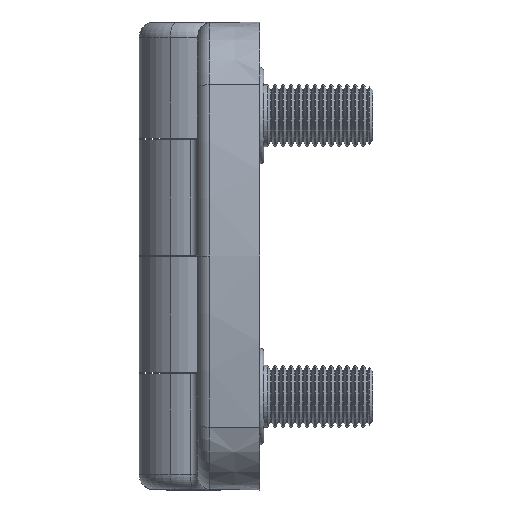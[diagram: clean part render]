
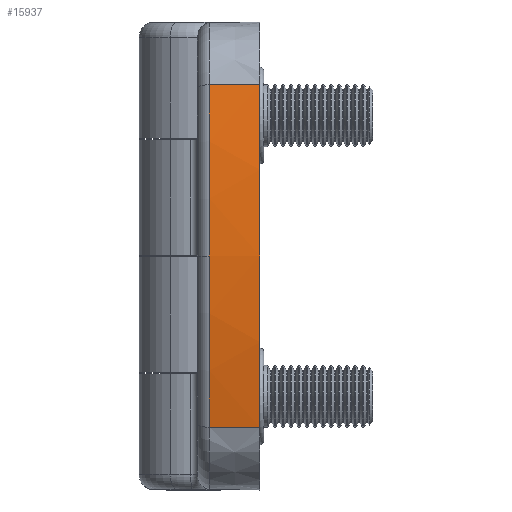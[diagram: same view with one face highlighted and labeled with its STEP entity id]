
A CAD part, left-side view. The second image highlights one B-rep face of the part: STEP entity #15937.
In plain terms, the highlighted conical face has half-angle 0.5 degrees and reference radius 111 mm.
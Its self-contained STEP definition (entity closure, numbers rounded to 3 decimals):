
#2112 = DIRECTION ( 'NONE',  ( 0.009, -1., -0.002 ) ) ;
#2113 = VECTOR ( 'NONE', #2112, 1000. ) ;
#2114 = CARTESIAN_POINT ( 'NONE',  ( 27.802, -8.5, -21.98 ) ) ;
#2115 = LINE ( 'NONE', #2114, #2113 ) ;
#2116 = DIRECTION ( 'NONE',  ( 0., 0., 1. ) ) ;
#2117 = DIRECTION ( 'NONE',  ( 0., -1., 0. ) ) ;
#2118 = AXIS2_PLACEMENT_3D ( 'NONE', #2119, #2117, #2116 ) ;
#2119 = CARTESIAN_POINT ( 'NONE',  ( -81., -8.5, 0. ) ) ;
#2120 = CONICAL_SURFACE ( 'NONE', #2118, 111., 0.009 ) ;
#2121 = FACE_OUTER_BOUND ( 'NONE', #15938, .T. ) ;
#2362 = DIRECTION ( 'NONE',  ( 0.009, -1., 0.002 ) ) ;
#2363 = VECTOR ( 'NONE', #2362, 1000. ) ;
#2364 = CARTESIAN_POINT ( 'NONE',  ( 27.802, -8.5, 21.98 ) ) ;
#2368 = LINE ( 'NONE', #2364, #2363 ) ;
#2414 = CARTESIAN_POINT ( 'NONE',  ( 27.747, -2.028, 21.969 ) ) ;
#2436 = DIRECTION ( 'NONE',  ( 0., 0., -1. ) ) ;
#2437 = DIRECTION ( 'NONE',  ( 0., -1., 0. ) ) ;
#2438 = CARTESIAN_POINT ( 'NONE',  ( -81., -2.028, 0. ) ) ;
#2439 = AXIS2_PLACEMENT_3D ( 'NONE', #2438, #2437, #2436 ) ;
#2440 = CIRCLE ( 'NONE', #2439, 110.944 ) ;
#9852 = CARTESIAN_POINT ( 'NONE',  ( 27.747, -2.028, -21.969 ) ) ;
#9855 = DIRECTION ( 'NONE',  ( 0., 0., -1. ) ) ;
#9856 = DIRECTION ( 'NONE',  ( 0., -1., 0. ) ) ;
#9857 = CARTESIAN_POINT ( 'NONE',  ( -81., -2.028, 0. ) ) ;
#9858 = AXIS2_PLACEMENT_3D ( 'NONE', #9857, #9856, #9855 ) ;
#9859 = CIRCLE ( 'NONE', #9858, 110.944 ) ;
#10385 = CARTESIAN_POINT ( 'NONE',  ( 29.944, -2.028, 0. ) ) ;
#13443 = EDGE_CURVE ( 'NONE', #13444, #13484, #9859, .T. ) ;
#13444 = VERTEX_POINT ( 'NONE', #9852 ) ;
#13484 = VERTEX_POINT ( 'NONE', #10385 ) ;
#15937 = ADVANCED_FACE ( 'NONE', ( #2121 ), #2120, .T. ) ;
#15938 = EDGE_LOOP ( 'NONE', ( #16099, #16100, #16102, #16108, #16118 ) ) ;
#15939 = EDGE_CURVE ( 'NONE', #13444, #28105, #2115, .T. ) ;
#16092 = EDGE_CURVE ( 'NONE', #16103, #28102, #2368, .T. ) ;
#16099 = ORIENTED_EDGE ( 'NONE', *, *, #28104, .T. ) ;
#16100 = ORIENTED_EDGE ( 'NONE', *, *, #15939, .F. ) ;
#16102 = ORIENTED_EDGE ( 'NONE', *, *, #13443, .T. ) ;
#16103 = VERTEX_POINT ( 'NONE', #2414 ) ;
#16108 = ORIENTED_EDGE ( 'NONE', *, *, #16109, .T. ) ;
#16109 = EDGE_CURVE ( 'NONE', #13484, #16103, #2440, .T. ) ;
#16118 = ORIENTED_EDGE ( 'NONE', *, *, #16092, .T. ) ;
#21026 = CARTESIAN_POINT ( 'NONE',  ( 27.802, -8.5, -21.98 ) ) ;
#21027 = DIRECTION ( 'NONE',  ( 0., 0., 1. ) ) ;
#21028 = DIRECTION ( 'NONE',  ( 0., 1., 0. ) ) ;
#21029 = CARTESIAN_POINT ( 'NONE',  ( -81., -8.5, 0. ) ) ;
#21030 = AXIS2_PLACEMENT_3D ( 'NONE', #21029, #21028, #21027 ) ;
#21031 = CIRCLE ( 'NONE', #21030, 111. ) ;
#21032 = CARTESIAN_POINT ( 'NONE',  ( 27.802, -8.5, 21.98 ) ) ;
#28102 = VERTEX_POINT ( 'NONE', #21032 ) ;
#28104 = EDGE_CURVE ( 'NONE', #28102, #28105, #21031, .T. ) ;
#28105 = VERTEX_POINT ( 'NONE', #21026 ) ;
